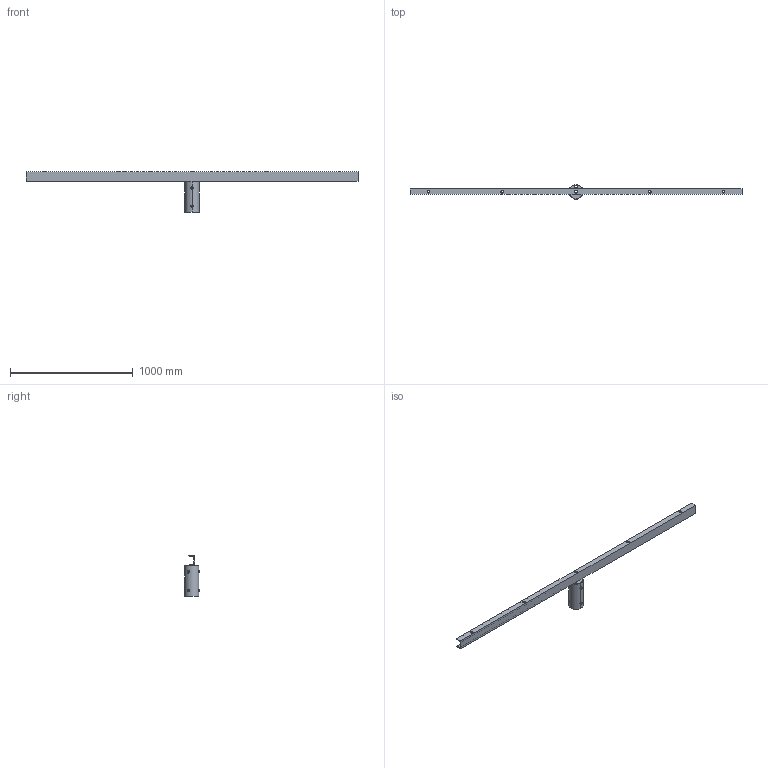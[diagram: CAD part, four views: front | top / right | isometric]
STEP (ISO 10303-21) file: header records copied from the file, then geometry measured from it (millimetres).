
FILE_DESCRIPTION (( 'STEP AP214' ), '1' );
FILE_NAME ('131050KXXX TO27-114 4608550 TEHOMET-ORSI_3D.step', '2022-05-28T15:05:33', ( '' ), ( '' ), 'SwSTEP 2.0', 'SolidWorks 2021', '' );
FILE_SCHEMA (( 'AUTOMOTIVE_DESIGN' ));
Length unit declared in the file: millimetre
Products named in the file (6): hex nut style 1 gradeab_iso_ISO - 4032 - M10 - W - N; TEHOMET-HOLKKI_HOLKKI D114X250; ORREN AIHIO_ORREN AIHIO UNP-80X2700; HOLKKIPUTKI_HOLKKI D114X250; 131050KXXX TO27-114 4608550 TEHOMET-ORSI_3D; PÄÄTYLAPPU-PYÖREÄ_D114-D22X3
Assembly tree (10 placements, depth 3):
  131050KXXX TO27-114 4608550 TEHOMET-ORSI_3D
    TEHOMET-HOLKKI_HOLKKI D114X250
      HOLKKIPUTKI_HOLKKI D114X250
      hex nut style 1 gradeab_iso_ISO - 4032 - M10 - W - N  x6
      PÄÄTYLAPPU-PYÖREÄ_D114-D22X3
    ORREN AIHIO_ORREN AIHIO UNP-80X2700
Bounding box: 2700 x 118.3 x 333 mm (x, y, z)
Volume: 3275786 mm3; surface area: 1039997.5 mm2
Topology: 9 solids, 9 shells, 247 faces, 606 edges, 364 vertices
Faces by surface type: plane 106, cylinder 81, cone 60
Entity records: 4816 total; most frequent: CARTESIAN_POINT 2043, ORIENTED_EDGE 572, DIRECTION 490, EDGE_CURVE 286, VERTEX_POINT 184, AXIS2_PLACEMENT_3D 179, LINE 132, VECTOR 132
